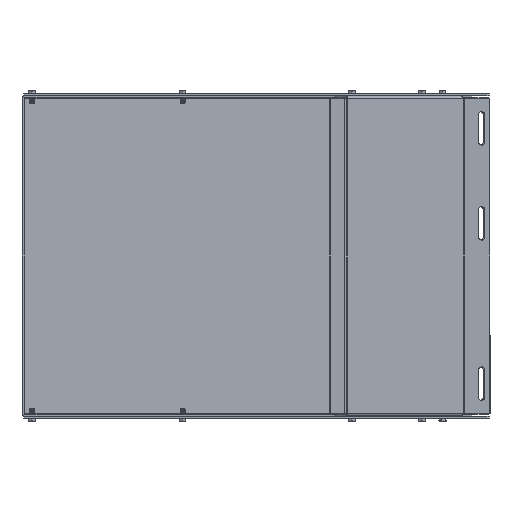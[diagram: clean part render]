
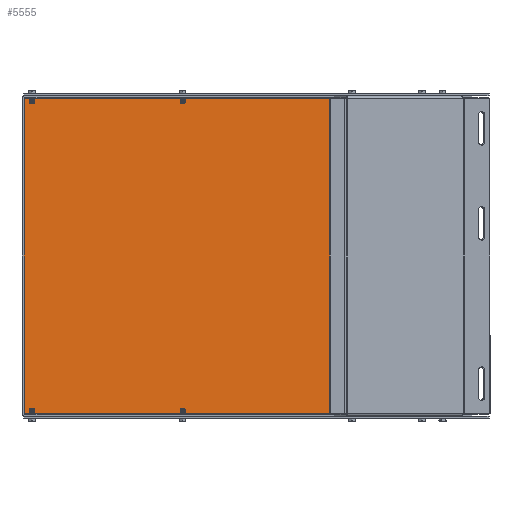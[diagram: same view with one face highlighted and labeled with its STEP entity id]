
A CAD part, left-side view. The second image highlights one B-rep face of the part: STEP entity #5555.
In plain terms, the highlighted face is planar.
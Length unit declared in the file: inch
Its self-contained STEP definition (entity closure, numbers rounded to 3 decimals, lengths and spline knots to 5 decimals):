
#431=PLANE('',#6025);
#667=FACE_OUTER_BOUND('',#1050,.T.);
#1050=EDGE_LOOP('',(#4664,#4665,#4666,#4667));
#1491=LINE('',#8667,#1979);
#1533=LINE('',#8768,#2021);
#1607=LINE('',#8930,#2095);
#1608=LINE('',#8931,#2096);
#1979=VECTOR('',#7112,16.19081);
#2021=VECTOR('',#7212,16.19081);
#2095=VECTOR('',#7376,11.7895);
#2096=VECTOR('',#7377,11.7895);
#2646=VERTEX_POINT('',#8664);
#2647=VERTEX_POINT('',#8666);
#2676=VERTEX_POINT('',#8765);
#2677=VERTEX_POINT('',#8767);
#3264=EDGE_CURVE('',#2647,#2646,#1491,.T.);
#3314=EDGE_CURVE('',#2677,#2676,#1533,.T.);
#3399=EDGE_CURVE('',#2646,#2677,#1607,.T.);
#3400=EDGE_CURVE('',#2676,#2647,#1608,.T.);
#4664=ORIENTED_EDGE('',*,*,#3264,.T.);
#4665=ORIENTED_EDGE('',*,*,#3399,.T.);
#4666=ORIENTED_EDGE('',*,*,#3314,.T.);
#4667=ORIENTED_EDGE('',*,*,#3400,.T.);
#5555=ADVANCED_FACE('',(#667),#431,.T.);
#6025=AXIS2_PLACEMENT_3D('',#8929,#7374,#7375);
#7112=DIRECTION('',(1.,0.,0.));
#7212=DIRECTION('',(-1.,0.,0.));
#7374=DIRECTION('center_axis',(0.,0.,1.));
#7375=DIRECTION('ref_axis',(1.,0.,0.));
#7376=DIRECTION('',(0.,1.,0.));
#7377=DIRECTION('',(0.,-1.,0.));
#8664=CARTESIAN_POINT('',(8.0954,-5.89475,0.074));
#8666=CARTESIAN_POINT('',(-8.0954,-5.89475,0.074));
#8667=CARTESIAN_POINT('',(4.0477,-5.89475,0.074));
#8765=CARTESIAN_POINT('',(-8.0954,5.89475,0.074));
#8767=CARTESIAN_POINT('',(8.0954,5.89475,0.074));
#8768=CARTESIAN_POINT('',(-4.0477,5.89475,0.074));
#8929=CARTESIAN_POINT('Origin',(0.,0.,
0.074));
#8930=CARTESIAN_POINT('',(8.0954,2.963,0.074));
#8931=CARTESIAN_POINT('',(-8.0954,-2.963,0.074));
